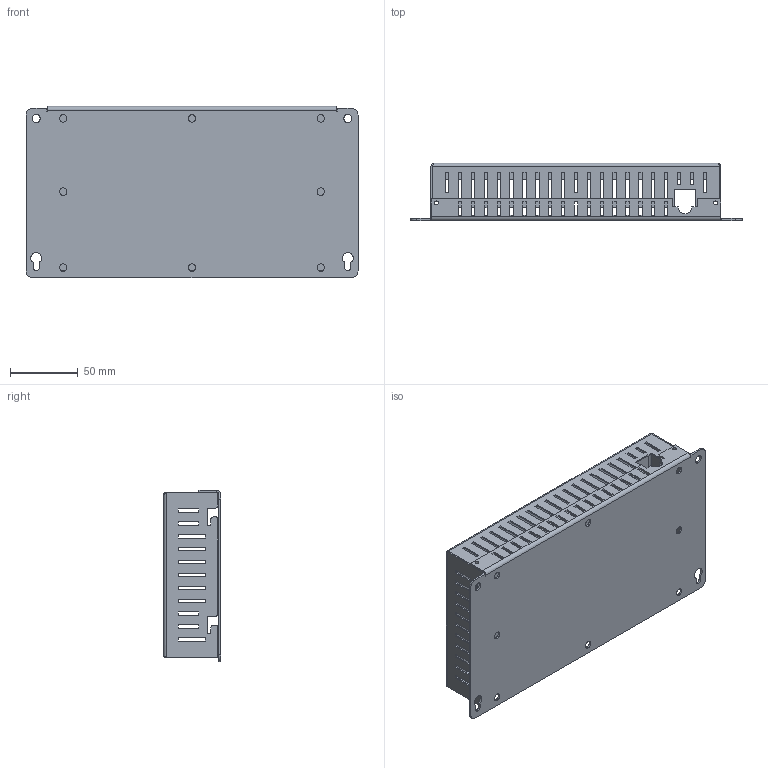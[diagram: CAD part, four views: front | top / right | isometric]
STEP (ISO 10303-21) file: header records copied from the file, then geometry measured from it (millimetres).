
FILE_DESCRIPTION (( 'STEP AP214' ), '1' );
FILE_NAME ('Çàêàç.STEP', '2017-05-10T08:39:51', ( '' ), ( '' ), 'SwSTEP 2.0', 'SolidWorks 2015', '' );
FILE_SCHEMA (( 'AUTOMOTIVE_DESIGN' ));
Length unit declared in the file: millimetre
Products named in the file (3): ﾇ瑕珸; ﾎ魵瑙韃; Êðûøêà
Assembly tree (2 placements, depth 2):
  ﾇ瑕珸
    ﾎ魵瑙韃
    Êðûøêà
Bounding box: 245 x 42.3 x 126.5 mm (x, y, z)
Volume: 90869 mm3; surface area: 153970.2 mm2
Topology: 2 solids, 2 shells, 412 faces, 1184 edges, 776 vertices
Faces by surface type: plane 331, cylinder 73, bspline 8
Entity records: 14028 total; most frequent: CARTESIAN_POINT 2793, ORIENTED_EDGE 2368, DIRECTION 2104, EDGE_CURVE 1184, VECTOR 1026, LINE 1026, VERTEX_POINT 776, EDGE_LOOP 564
